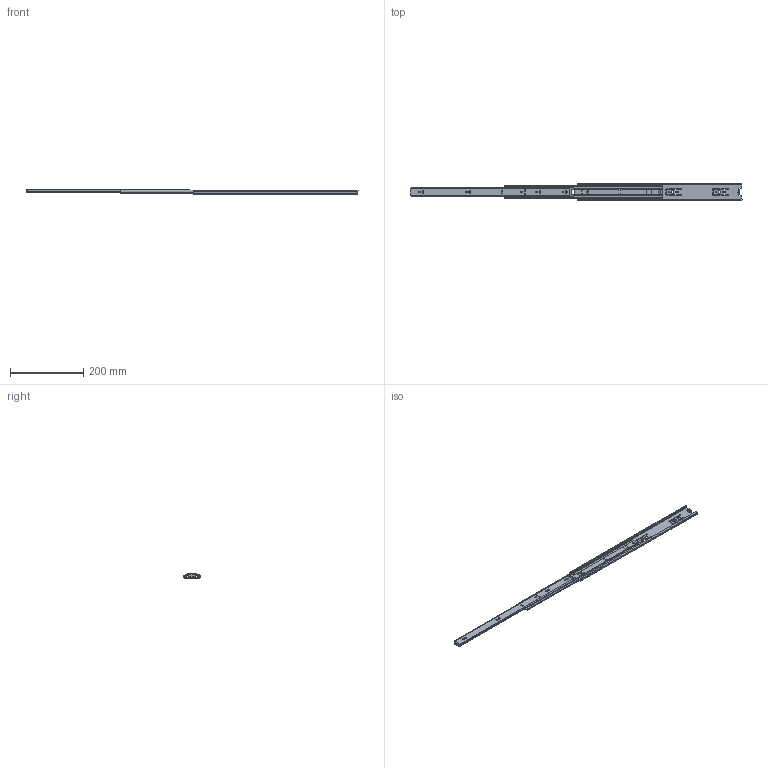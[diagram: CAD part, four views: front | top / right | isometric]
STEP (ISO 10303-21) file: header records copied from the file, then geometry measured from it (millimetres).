
FILE_DESCRIPTION (( 'STEP AP203' ), '1' );
FILE_NAME ('4600-62-18組合.STEP', '2023-02-16T01:01:30', ( '' ), ( '' ), 'SwSTEP 2.0', 'SolidWorks 2021', '' );
FILE_SCHEMA (( 'CONFIG_CONTROL_DESIGN' ));
Length unit declared in the file: millimetre
Products named in the file (4): 4600-62-18組合; 46006201-18-外軌; 46006202-18-1中軌; 46006203-18-內軌
Assembly tree (3 placements, depth 2):
  4600-62-18組合
    46006201-18-外軌
    46006202-18-1中軌
    46006203-18-內軌
Bounding box: 907.1 x 45.4 x 12.7 mm (x, y, z)
Volume: 78973.5 mm3; surface area: 130839.9 mm2
Topology: 4 solids, 4 shells, 388 faces, 1126 edges, 744 vertices
Faces by surface type: plane 203, cylinder 176, bspline 9
Entity records: 13880 total; most frequent: CARTESIAN_POINT 2849, ORIENTED_EDGE 2252, DIRECTION 2209, EDGE_CURVE 1126, VERTEX_POINT 744, AXIS2_PLACEMENT_3D 741, VECTOR 727, LINE 727
